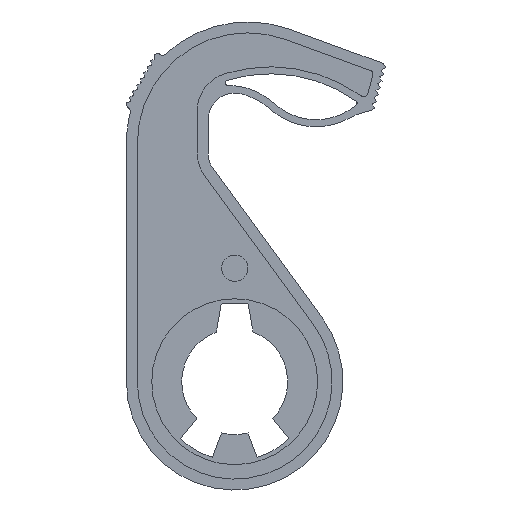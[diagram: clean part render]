
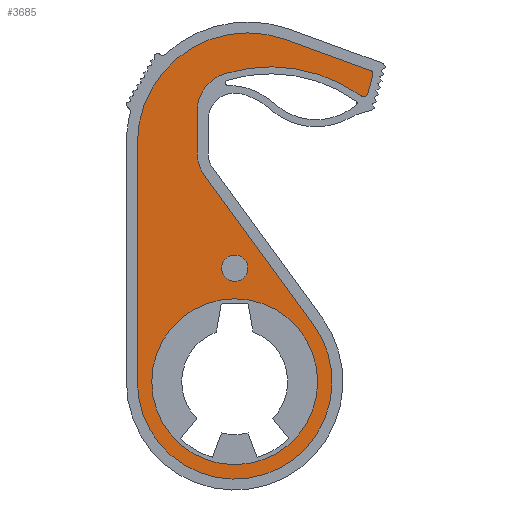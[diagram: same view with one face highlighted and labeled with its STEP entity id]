
A CAD part, front view. The second image highlights one B-rep face of the part: STEP entity #3685.
In plain terms, the highlighted planar face has unit normal (0, -1, 0).
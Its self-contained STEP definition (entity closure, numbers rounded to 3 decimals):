
#54=AXIS2_PLACEMENT_3D('Circle Axis2P3D',#52,#53,$) ;
#78=AXIS2_PLACEMENT_3D('Circle Axis2P3D',#76,#77,$) ;
#2993=AXIS2_PLACEMENT_3D('Circle Axis2P3D',#2991,#2992,$) ;
#3041=AXIS2_PLACEMENT_3D('Circle Axis2P3D',#3039,#3040,$) ;
#3065=AXIS2_PLACEMENT_3D('Circle Axis2P3D',#3063,#3064,$) ;
#3082=AXIS2_PLACEMENT_3D('Circle Axis2P3D',#3080,#3081,$) ;
#3130=AXIS2_PLACEMENT_3D('Circle Axis2P3D',#3128,#3129,$) ;
#3178=AXIS2_PLACEMENT_3D('Circle Axis2P3D',#3176,#3177,$) ;
#3226=AXIS2_PLACEMENT_3D('Circle Axis2P3D',#3224,#3225,$) ;
#3647=AXIS2_PLACEMENT_3D('Plane Axis2P3D',#3644,#3645,#3646) ;
#3665=AXIS2_PLACEMENT_3D('Circle Axis2P3D',#3663,#3664,$) ;
#3674=AXIS2_PLACEMENT_3D('Circle Axis2P3D',#3672,#3673,$) ;
#49=CARTESIAN_POINT('Vertex',(12.407,1.3,21.9)) ;
#52=CARTESIAN_POINT('Axis2P3D Location',(12.407,1.3,12.4)) ;
#56=CARTESIAN_POINT('Vertex',(12.407,1.3,2.9)) ;
#76=CARTESIAN_POINT('Axis2P3D Location',(12.407,1.3,12.4)) ;
#2953=CARTESIAN_POINT('Line Origine',(15.173,1.3,27.52)) ;
#2957=CARTESIAN_POINT('Vertex',(8.934,1.3,36.064)) ;
#2959=CARTESIAN_POINT('Vertex',(21.412,1.3,18.975)) ;
#2988=CARTESIAN_POINT('Vertex',(8.107,1.3,38.6)) ;
#2991=CARTESIAN_POINT('Axis2P3D Location',(12.407,1.3,38.6)) ;
#3012=CARTESIAN_POINT('Vertex',(8.107,1.3,43.375)) ;
#3015=CARTESIAN_POINT('Line Origine',(8.107,1.3,40.988)) ;
#3036=CARTESIAN_POINT('Vertex',(11.287,1.3,47.678)) ;
#3039=CARTESIAN_POINT('Axis2P3D Location',(12.607,1.3,43.375)) ;
#3060=CARTESIAN_POINT('Vertex',(26.88,1.3,45.125)) ;
#3063=CARTESIAN_POINT('Axis2P3D Location',(16.507,1.3,30.66)) ;
#3080=CARTESIAN_POINT('Axis2P3D Location',(27.172,1.3,45.531)) ;
#3084=CARTESIAN_POINT('Vertex',(27.655,1.3,45.402)) ;
#3104=CARTESIAN_POINT('Line Origine',(27.932,1.3,46.436)) ;
#3108=CARTESIAN_POINT('Vertex',(28.209,1.3,47.471)) ;
#3128=CARTESIAN_POINT('Axis2P3D Location',(27.726,1.3,47.6)) ;
#3132=CARTESIAN_POINT('Vertex',(27.897,1.3,48.07)) ;
#3152=CARTESIAN_POINT('Line Origine',(23.065,1.3,49.828)) ;
#3156=CARTESIAN_POINT('Vertex',(18.234,1.3,51.587)) ;
#3176=CARTESIAN_POINT('Axis2P3D Location',(13.907,1.3,39.7)) ;
#3180=CARTESIAN_POINT('Vertex',(1.257,1.3,39.7)) ;
#3200=CARTESIAN_POINT('Line Origine',(1.257,1.3,26.05)) ;
#3204=CARTESIAN_POINT('Vertex',(1.257,1.3,12.4)) ;
#3224=CARTESIAN_POINT('Axis2P3D Location',(12.407,1.3,12.4)) ;
#3644=CARTESIAN_POINT('Axis2P3D Location',(12.407,1.3,12.4)) ;
#3663=CARTESIAN_POINT('Axis2P3D Location',(12.407,1.3,25.4)) ;
#3667=CARTESIAN_POINT('Vertex',(12.407,1.3,26.9)) ;
#3669=CARTESIAN_POINT('Vertex',(12.407,1.3,23.9)) ;
#3672=CARTESIAN_POINT('Axis2P3D Location',(12.407,1.3,25.4)) ;
#53=DIRECTION('Axis2P3D Direction',(0.,1.,0.)) ;
#77=DIRECTION('Axis2P3D Direction',(0.,1.,0.)) ;
#2954=DIRECTION('Vector Direction',(0.59,0.,-0.808)) ;
#2992=DIRECTION('Axis2P3D Direction',(0.,1.,0.)) ;
#3016=DIRECTION('Vector Direction',(0.,0.,-1.)) ;
#3040=DIRECTION('Axis2P3D Direction',(0.,1.,0.)) ;
#3064=DIRECTION('Axis2P3D Direction',(0.,1.,0.)) ;
#3081=DIRECTION('Axis2P3D Direction',(0.,1.,0.)) ;
#3105=DIRECTION('Vector Direction',(-0.259,0.,-0.966)) ;
#3129=DIRECTION('Axis2P3D Direction',(0.,1.,0.)) ;
#3153=DIRECTION('Vector Direction',(0.94,0.,-0.342)) ;
#3177=DIRECTION('Axis2P3D Direction',(0.,1.,0.)) ;
#3201=DIRECTION('Vector Direction',(0.,0.,1.)) ;
#3225=DIRECTION('Axis2P3D Direction',(0.,1.,0.)) ;
#3645=DIRECTION('Axis2P3D Direction',(0.,1.,0.)) ;
#3646=DIRECTION('Axis2P3D XDirection',(0.,0.,-1.)) ;
#3664=DIRECTION('Axis2P3D Direction',(0.,1.,0.)) ;
#3673=DIRECTION('Axis2P3D Direction',(0.,1.,0.)) ;
#2955=VECTOR('Line Direction',#2954,1.) ;
#3017=VECTOR('Line Direction',#3016,1.) ;
#3106=VECTOR('Line Direction',#3105,1.) ;
#3154=VECTOR('Line Direction',#3153,1.) ;
#3202=VECTOR('Line Direction',#3201,1.) ;
#3650=ORIENTED_EDGE('',*,*,#3228,.F.) ;
#3651=ORIENTED_EDGE('',*,*,#2961,.F.) ;
#3652=ORIENTED_EDGE('',*,*,#2995,.F.) ;
#3653=ORIENTED_EDGE('',*,*,#3019,.F.) ;
#3654=ORIENTED_EDGE('',*,*,#3043,.F.) ;
#3655=ORIENTED_EDGE('',*,*,#3067,.F.) ;
#3656=ORIENTED_EDGE('',*,*,#3086,.F.) ;
#3657=ORIENTED_EDGE('',*,*,#3110,.F.) ;
#3658=ORIENTED_EDGE('',*,*,#3134,.F.) ;
#3659=ORIENTED_EDGE('',*,*,#3158,.F.) ;
#3660=ORIENTED_EDGE('',*,*,#3182,.F.) ;
#3661=ORIENTED_EDGE('',*,*,#3206,.F.) ;
#3678=ORIENTED_EDGE('',*,*,#3671,.T.) ;
#3679=ORIENTED_EDGE('',*,*,#3676,.T.) ;
#3682=ORIENTED_EDGE('',*,*,#80,.T.) ;
#3683=ORIENTED_EDGE('',*,*,#58,.T.) ;
#3680=FACE_BOUND('',#3677,.T.) ;
#3684=FACE_BOUND('',#3681,.T.) ;
#3685=ADVANCED_FACE('Hauptk\X2\00F6\X0\rper',(#3662,#3680,#3684),#3648,.F.) ;
#55=CIRCLE('generated circle',#54,9.5) ;
#79=CIRCLE('generated circle',#78,9.5) ;
#2994=CIRCLE('generated circle',#2993,4.3) ;
#3042=CIRCLE('generated circle',#3041,4.5) ;
#3066=CIRCLE('generated circle',#3065,17.8) ;
#3083=CIRCLE('generated circle',#3082,0.5) ;
#3131=CIRCLE('generated circle',#3130,0.5) ;
#3179=CIRCLE('generated circle',#3178,12.65) ;
#3227=CIRCLE('generated circle',#3226,11.15) ;
#3666=CIRCLE('generated circle',#3665,1.5) ;
#3675=CIRCLE('generated circle',#3674,1.5) ;
#58=EDGE_CURVE('',#57,#50,#55,.T.) ;
#80=EDGE_CURVE('',#50,#57,#79,.T.) ;
#2961=EDGE_CURVE('',#2958,#2960,#2956,.T.) ;
#2995=EDGE_CURVE('',#2989,#2958,#2994,.F.) ;
#3019=EDGE_CURVE('',#3013,#2989,#3018,.T.) ;
#3043=EDGE_CURVE('',#3037,#3013,#3042,.F.) ;
#3067=EDGE_CURVE('',#3061,#3037,#3066,.F.) ;
#3086=EDGE_CURVE('',#3085,#3061,#3083,.T.) ;
#3110=EDGE_CURVE('',#3109,#3085,#3107,.T.) ;
#3134=EDGE_CURVE('',#3133,#3109,#3131,.T.) ;
#3158=EDGE_CURVE('',#3157,#3133,#3155,.T.) ;
#3182=EDGE_CURVE('',#3181,#3157,#3179,.T.) ;
#3206=EDGE_CURVE('',#3205,#3181,#3203,.T.) ;
#3228=EDGE_CURVE('',#2960,#3205,#3227,.T.) ;
#3671=EDGE_CURVE('',#3668,#3670,#3666,.T.) ;
#3676=EDGE_CURVE('',#3670,#3668,#3675,.T.) ;
#3649=EDGE_LOOP('',(#3650,#3651,#3652,#3653,#3654,#3655,#3656,#3657,#3658,#3659,#3660,#3661)) ;
#3677=EDGE_LOOP('',(#3678,#3679)) ;
#3681=EDGE_LOOP('',(#3682,#3683)) ;
#3662=FACE_OUTER_BOUND('',#3649,.T.) ;
#2956=LINE('Line',#2953,#2955) ;
#3018=LINE('Line',#3015,#3017) ;
#3107=LINE('Line',#3104,#3106) ;
#3155=LINE('Line',#3152,#3154) ;
#3203=LINE('Line',#3200,#3202) ;
#3648=PLANE('',#3647) ;
#50=VERTEX_POINT('',#49) ;
#57=VERTEX_POINT('',#56) ;
#2958=VERTEX_POINT('',#2957) ;
#2960=VERTEX_POINT('',#2959) ;
#2989=VERTEX_POINT('',#2988) ;
#3013=VERTEX_POINT('',#3012) ;
#3037=VERTEX_POINT('',#3036) ;
#3061=VERTEX_POINT('',#3060) ;
#3085=VERTEX_POINT('',#3084) ;
#3109=VERTEX_POINT('',#3108) ;
#3133=VERTEX_POINT('',#3132) ;
#3157=VERTEX_POINT('',#3156) ;
#3181=VERTEX_POINT('',#3180) ;
#3205=VERTEX_POINT('',#3204) ;
#3668=VERTEX_POINT('',#3667) ;
#3670=VERTEX_POINT('',#3669) ;
